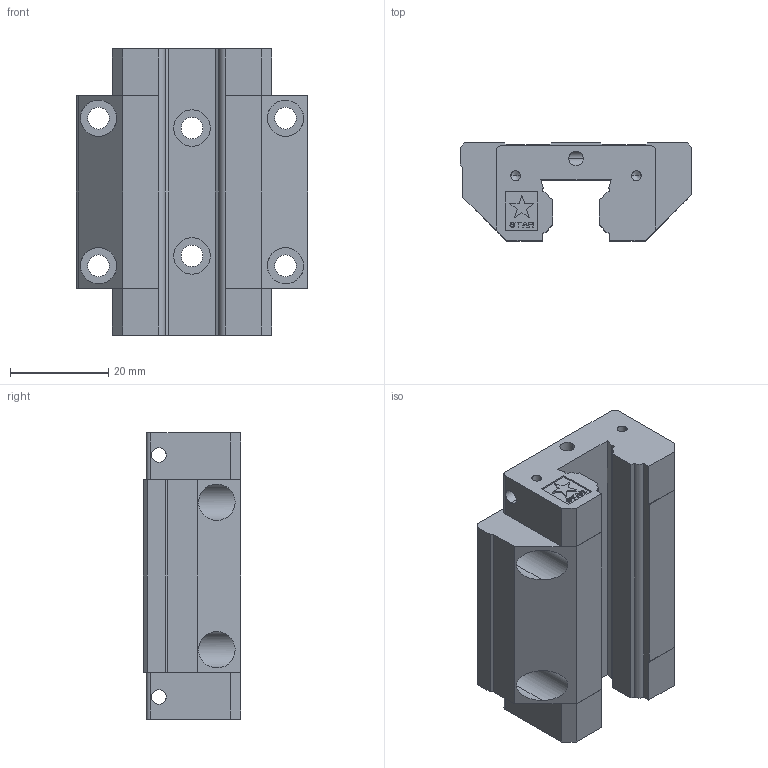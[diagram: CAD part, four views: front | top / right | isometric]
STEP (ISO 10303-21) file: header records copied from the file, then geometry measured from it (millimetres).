
FILE_DESCRIPTION (( 'STEP AP214' ), '1' );
FILE_NAME ('Rexroth-Runner-Block-R163111420.step', '2020-07-02T09:40:52', ( '' ), ( '' ), 'SwSTEP 2.0', 'SolidWorks 2010', '' );
FILE_SCHEMA (( 'AUTOMOTIVE_DESIGN' ));
Length unit declared in the file: millimetre
Products named in the file (1): Rexroth-Runner-Block-R163111420
Bounding box: 47 x 19.9 x 58.2 mm (x, y, z)
Volume: 33360.5 mm3; surface area: 11833.2 mm2
Topology: 1 solids, 1 shells, 356 faces, 994 edges, 656 vertices
Faces by surface type: plane 300, cylinder 48, cone 8
Entity records: 11276 total; most frequent: CARTESIAN_POINT 2047, ORIENTED_EDGE 1972, DIRECTION 1768, EDGE_CURVE 986, LINE 886, VECTOR 886, VERTEX_POINT 656, AXIS2_PLACEMENT_3D 441
